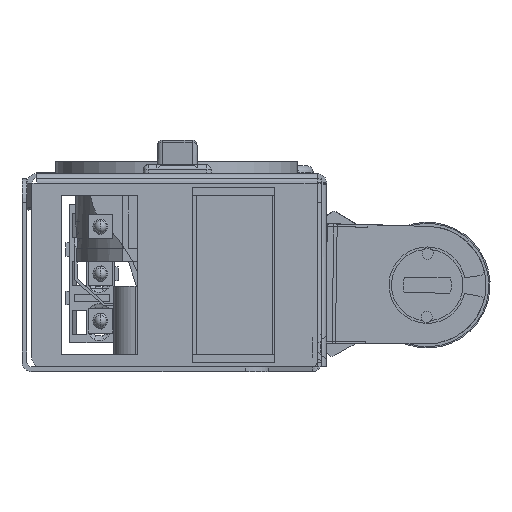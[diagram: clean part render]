
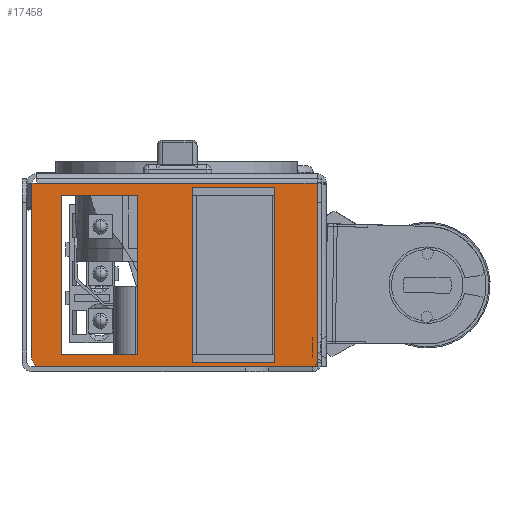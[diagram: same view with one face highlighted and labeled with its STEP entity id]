
A CAD part, left-side view. The second image highlights one B-rep face of the part: STEP entity #17458.
In plain terms, the highlighted planar face has unit normal (-1, 0, 0).
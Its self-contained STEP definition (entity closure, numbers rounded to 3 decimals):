
#673=LINE('',#25915,#2502);
#674=LINE('',#25917,#2503);
#675=LINE('',#25919,#2504);
#676=LINE('',#25921,#2505);
#677=LINE('',#25923,#2506);
#678=LINE('',#25924,#2507);
#679=LINE('',#25927,#2508);
#680=LINE('',#25929,#2509);
#681=LINE('',#25931,#2510);
#682=LINE('',#25932,#2511);
#683=LINE('',#25935,#2512);
#684=LINE('',#25937,#2513);
#685=LINE('',#25939,#2514);
#686=LINE('',#25940,#2515);
#2502=VECTOR('',#20509,57.);
#2503=VECTOR('',#20510,38.);
#2504=VECTOR('',#20511,0.002);
#2505=VECTOR('',#20512,57.998);
#2506=VECTOR('',#20513,1.);
#2507=VECTOR('',#20514,36.);
#2508=VECTOR('',#20515,15.8);
#2509=VECTOR('',#20516,33.);
#2510=VECTOR('',#20517,15.8);
#2511=VECTOR('',#20518,33.);
#2512=VECTOR('',#20519,15.8);
#2513=VECTOR('',#20520,33.);
#2514=VECTOR('',#20521,15.8);
#2515=VECTOR('',#20522,33.);
#4309=PLANE('',#18539);
#4965=FACE_BOUND('',#6212,.T.);
#4966=FACE_BOUND('',#6213,.T.);
#5173=FACE_OUTER_BOUND('',#6211,.T.);
#6211=EDGE_LOOP('',(#12494,#12495,#12496,#12497,#12498,#12499,#12500));
#6212=EDGE_LOOP('',(#12501,#12502,#12503,#12504));
#6213=EDGE_LOOP('',(#12505,#12506,#12507,#12508));
#7285=CIRCLE('',#18538,2.);
#7994=VERTEX_POINT('',#25908);
#7995=VERTEX_POINT('',#25910);
#7996=VERTEX_POINT('',#25914);
#7997=VERTEX_POINT('',#25916);
#7998=VERTEX_POINT('',#25918);
#7999=VERTEX_POINT('',#25920);
#8000=VERTEX_POINT('',#25922);
#8001=VERTEX_POINT('',#25925);
#8002=VERTEX_POINT('',#25926);
#8003=VERTEX_POINT('',#25928);
#8004=VERTEX_POINT('',#25930);
#8005=VERTEX_POINT('',#25933);
#8006=VERTEX_POINT('',#25934);
#8007=VERTEX_POINT('',#25936);
#8008=VERTEX_POINT('',#25938);
#9725=EDGE_CURVE('',#7994,#7995,#7285,.T.);
#9727=EDGE_CURVE('',#7994,#7996,#673,.T.);
#9728=EDGE_CURVE('',#7996,#7997,#674,.T.);
#9729=EDGE_CURVE('',#7997,#7998,#675,.T.);
#9730=EDGE_CURVE('',#7998,#7999,#676,.T.);
#9731=EDGE_CURVE('',#7999,#8000,#677,.T.);
#9732=EDGE_CURVE('',#8000,#7995,#678,.T.);
#9733=EDGE_CURVE('',#8001,#8002,#679,.T.);
#9734=EDGE_CURVE('',#8002,#8003,#680,.T.);
#9735=EDGE_CURVE('',#8003,#8004,#681,.T.);
#9736=EDGE_CURVE('',#8004,#8001,#682,.T.);
#9737=EDGE_CURVE('',#8005,#8006,#683,.T.);
#9738=EDGE_CURVE('',#8006,#8007,#684,.T.);
#9739=EDGE_CURVE('',#8007,#8008,#685,.T.);
#9740=EDGE_CURVE('',#8008,#8005,#686,.T.);
#12494=ORIENTED_EDGE('',*,*,#9725,.F.);
#12495=ORIENTED_EDGE('',*,*,#9727,.T.);
#12496=ORIENTED_EDGE('',*,*,#9728,.T.);
#12497=ORIENTED_EDGE('',*,*,#9729,.T.);
#12498=ORIENTED_EDGE('',*,*,#9730,.T.);
#12499=ORIENTED_EDGE('',*,*,#9731,.T.);
#12500=ORIENTED_EDGE('',*,*,#9732,.T.);
#12501=ORIENTED_EDGE('',*,*,#9733,.T.);
#12502=ORIENTED_EDGE('',*,*,#9734,.T.);
#12503=ORIENTED_EDGE('',*,*,#9735,.T.);
#12504=ORIENTED_EDGE('',*,*,#9736,.T.);
#12505=ORIENTED_EDGE('',*,*,#9737,.T.);
#12506=ORIENTED_EDGE('',*,*,#9738,.T.);
#12507=ORIENTED_EDGE('',*,*,#9739,.T.);
#12508=ORIENTED_EDGE('',*,*,#9740,.T.);
#17458=ADVANCED_FACE('',(#5173,#4965,#4966),#4309,.T.);
#18538=AXIS2_PLACEMENT_3D('',#25911,#20504,#20505);
#18539=AXIS2_PLACEMENT_3D('',#25913,#20507,#20508);
#20504=DIRECTION('center_axis',(1.,0.,0.));
#20505=DIRECTION('ref_axis',(0.,0.707,-0.707));
#20507=DIRECTION('center_axis',(-1.,0.,0.));
#20508=DIRECTION('ref_axis',(0.,0.,1.));
#20509=DIRECTION('',(0.,-1.,0.));
#20510=DIRECTION('',(0.,0.,1.));
#20511=DIRECTION('',(0.,1.,0.));
#20512=DIRECTION('',(0.,1.,0.));
#20513=DIRECTION('',(0.,1.,0.));
#20514=DIRECTION('',(0.,0.,-1.));
#20515=DIRECTION('',(0.,1.,0.));
#20516=DIRECTION('',(0.,0.,1.));
#20517=DIRECTION('',(0.,-1.,0.));
#20518=DIRECTION('',(0.,0.,-1.));
#20519=DIRECTION('',(0.,1.,0.));
#20520=DIRECTION('',(0.,0.,1.));
#20521=DIRECTION('',(0.,-1.,0.));
#20522=DIRECTION('',(0.,0.,-1.));
#25908=CARTESIAN_POINT('',(-467.5,28.,-40.));
#25910=CARTESIAN_POINT('',(-467.5,30.,-38.));
#25911=CARTESIAN_POINT('Origin',(-467.5,28.,-38.));
#25913=CARTESIAN_POINT('Origin',(-467.5,31.,0.));
#25914=CARTESIAN_POINT('',(-467.5,-29.,-40.));
#25915=CARTESIAN_POINT('',(-467.5,-31.,-40.));
#25916=CARTESIAN_POINT('',(-467.5,-29.,-2.));
#25917=CARTESIAN_POINT('',(-467.5,-29.,-10.5));
#25918=CARTESIAN_POINT('',(-467.5,-28.998,-2.));
#25919=CARTESIAN_POINT('',(-467.5,0.5,-2.));
#25920=CARTESIAN_POINT('',(-467.5,29.,-2.));
#25921=CARTESIAN_POINT('',(-467.5,1.25,-2.));
#25922=CARTESIAN_POINT('',(-467.5,30.,-2.));
#25923=CARTESIAN_POINT('',(-467.5,1.25,-2.));
#25924=CARTESIAN_POINT('',(-467.5,30.,-1.835));
#25925=CARTESIAN_POINT('',(-467.5,8.1,-37.5));
#25926=CARTESIAN_POINT('',(-467.5,23.9,-37.5));
#25927=CARTESIAN_POINT('',(-467.5,19.55,-37.5));
#25928=CARTESIAN_POINT('',(-467.5,23.9,-4.5));
#25929=CARTESIAN_POINT('',(-467.5,23.9,-18.75));
#25930=CARTESIAN_POINT('',(-467.5,8.1,-4.5));
#25931=CARTESIAN_POINT('',(-467.5,27.45,-4.5));
#25932=CARTESIAN_POINT('',(-467.5,8.1,-2.25));
#25933=CARTESIAN_POINT('',(-467.5,-19.8,-37.5));
#25934=CARTESIAN_POINT('',(-467.5,-4.,-37.5));
#25935=CARTESIAN_POINT('',(-467.5,5.6,-37.5));
#25936=CARTESIAN_POINT('',(-467.5,-4.,-4.5));
#25937=CARTESIAN_POINT('',(-467.5,-4.,-18.75));
#25938=CARTESIAN_POINT('',(-467.5,-19.8,-4.5));
#25939=CARTESIAN_POINT('',(-467.5,13.5,-4.5));
#25940=CARTESIAN_POINT('',(-467.5,-19.8,-2.25));
